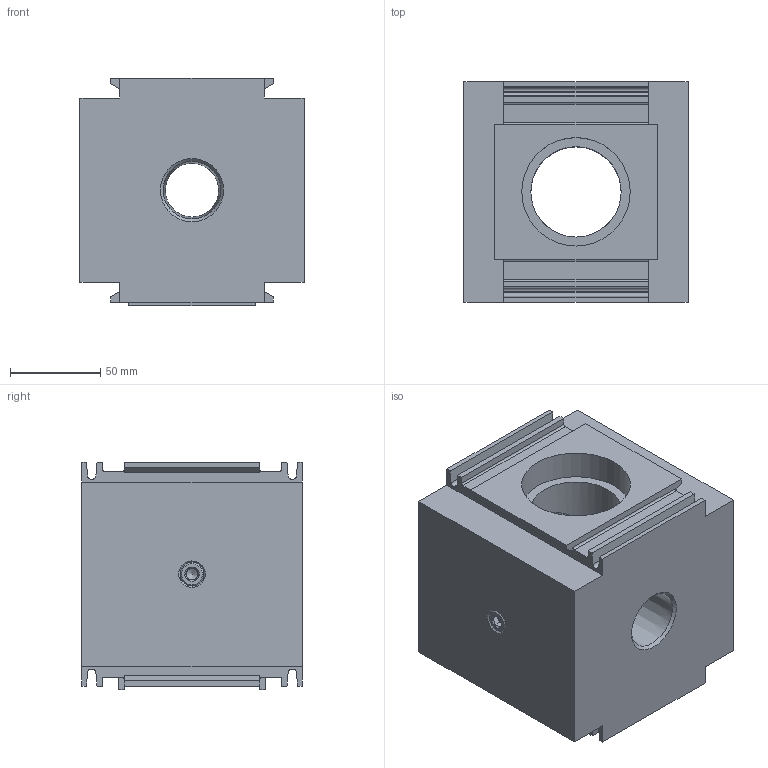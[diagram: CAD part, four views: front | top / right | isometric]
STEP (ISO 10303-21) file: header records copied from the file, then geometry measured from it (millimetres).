
FILE_DESCRIPTION(/* description */ ('STEP AP214'),/* implementation_level */ '2;1');
FILE_NAME(/* name */ '541682_MS12N-FRM-G',/* time_stamp */ '2024-09-06T21:45:43+02:00',/* author */ ('License CC BY-ND 4.0'),/* organization */ ('CADENAS'),/* preprocessor_version */ 'ST-DEVELOPER v19.3',/* originating_system */ 'PARTsolutions',/* authorisation */ ' ');
FILE_SCHEMA (('AUTOMOTIVE_DESIGN {1 0 10303 214 3 1 1}'));
Length unit declared in the file: millimetre
Products named in the file (3): 541682 MS12N-FRM-G; 535040 MS12N-FRM-Gt; 174165 B-1/4-NPT
Assembly tree (3 placements, depth 2):
  541682 MS12N-FRM-G
    535040 MS12N-FRM-Gt
    174165 B-1/4-NPT  x2
Bounding box: 124 x 122 x 126 mm (x, y, z)
Volume: 1324513 mm3; surface area: 123577.8 mm2
Topology: 3 solids, 3 shells, 141 faces, 368 edges, 237 vertices
Faces by surface type: plane 98, cylinder 23, cone 20
Full cylindrical faces by diameter (mm): 6.35 x2, 50 x1, 60 x2
Entity records: 3789 total; most frequent: CARTESIAN_POINT 739, DIRECTION 606, ORIENTED_EDGE 602, EDGE_CURVE 301, LINE 224, VECTOR 224, VERTEX_POINT 206, AXIS2_PLACEMENT_3D 191
